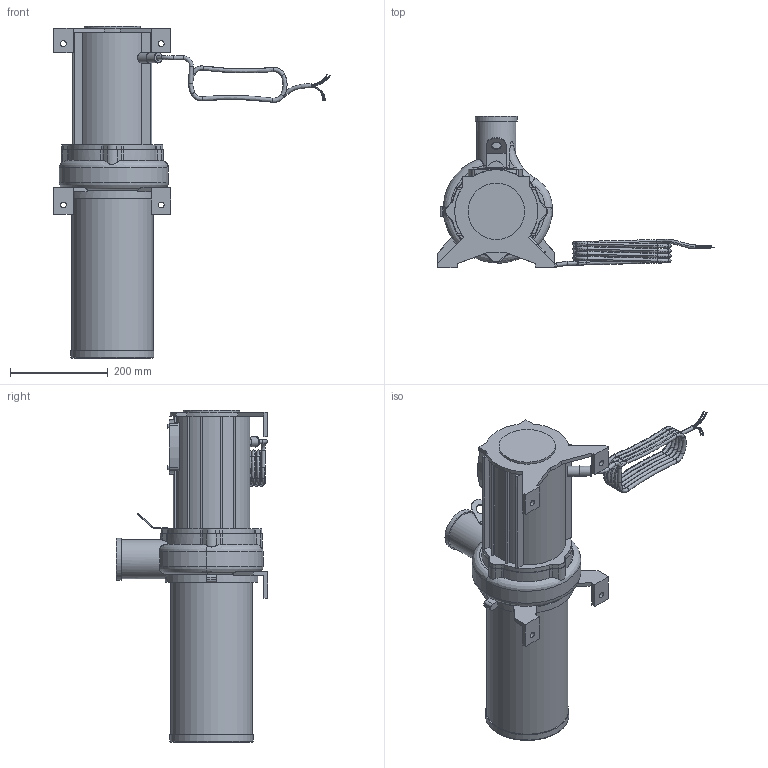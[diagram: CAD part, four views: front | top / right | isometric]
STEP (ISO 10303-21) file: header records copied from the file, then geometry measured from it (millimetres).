
FILE_DESCRIPTION(/* description */ (''),/* implementation_level */ '2;1');
FILE_NAME(/* name */ '56506 USPH 673D .stp',/* time_stamp */ '2015-05-21T10:01:17+02:00',/* author */ ('guzb562'),/* organization */ (''),/* preprocessor_version */ 'ST-DEVELOPER v15.6',/* originating_system */ 'Autodesk Inventor 2015',/* authorisation */ '');
FILE_SCHEMA (('AUTOMOTIVE_DESIGN { 1 0 10303 214 3 1 1 }'));
Length unit declared in the file: millimetre
Products named in the file (4): USP673 D; Filter USP673 D; kabel_1_; 56506 USPH 673D 
Assembly tree (3 placements, depth 2):
  56506 USPH 673D 
    USP673 D
    Filter USP673 D
    kabel_1_
Bounding box: 566.01 x 310 x 679 mm (x, y, z)
Volume: 8548470.7 mm3; surface area: 942058.1 mm2
Topology: 4 solids, 5 shells, 571 faces, 1500 edges, 979 vertices
Faces by surface type: plane 283, bspline 169, cylinder 117, cone 1, torus 1
Full cylindrical faces by diameter (mm): 7.566 x4, 10.456 x1, 12 x4, 19.895 x1, 20 x1, 21.522 x1, 76.1 x1, 80 x1, 85.59 x1, 88.9 x1, 103.255 x1, 115.527 x1, 165 x1, 167 x1, 170 x1
Entity records: 35200 total; most frequent: CARTESIAN_POINT 21600, ORIENTED_EDGE 2944, DIRECTION 2338, EDGE_CURVE 1472, VERTEX_POINT 974, AXIS2_PLACEMENT_3D 786, LINE 766, VECTOR 766
